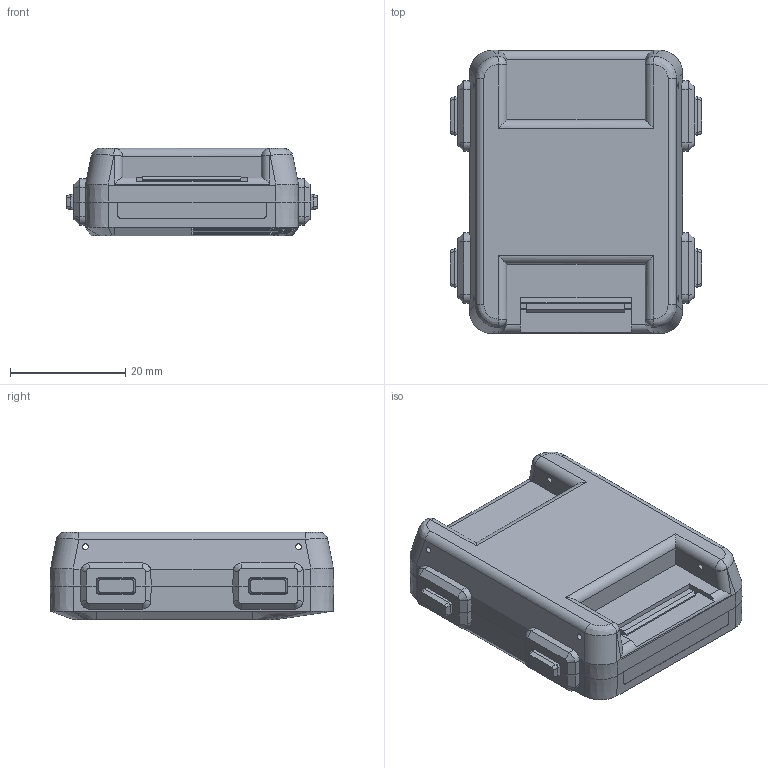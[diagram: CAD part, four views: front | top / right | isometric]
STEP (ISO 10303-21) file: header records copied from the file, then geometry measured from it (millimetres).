
FILE_DESCRIPTION(/* description */ (''),/* implementation_level */ '2;1');
FILE_NAME(/* name */ 'Yatari_mold_final.step',/* time_stamp */ '2021-06-17T10:40:28+08:00',/* author */ (''),/* organization */ (''),/* preprocessor_version */ 'ST-DEVELOPER v18.1',/* originating_system */ 'Autodesk Translation Framework v10.9.0.1377',/* authorisation */ '');
FILE_SCHEMA (('AUTOMOTIVE_DESIGN { 1 0 10303 214 3 1 1 }'));
Length unit declared in the file: millimetre
Products named in the file (6): moldchick_final; Case_top; Case_bottom; Button2; Button3; Button4
Assembly tree (6 placements, depth 2):
  moldchick_final
    Case_top
    Case_bottom
    Button2  x2
    Button3
    Button4
Bounding box: 43.7 x 49.16 x 15.15 mm (x, y, z)
Volume: 8057.9 mm3; surface area: 12068.2 mm2
Topology: 6 solids, 6 shells, 630 faces, 1802 edges, 1189 vertices
Faces by surface type: plane 381, cylinder 124, cone 64, bspline 57, sphere 4
Full cylindrical faces by diameter (mm): 1 x8
Entity records: 23011 total; most frequent: CARTESIAN_POINT 7348, ORIENTED_EDGE 3460, DIRECTION 2942, EDGE_CURVE 1730, VERTEX_POINT 1141, LINE 1136, VECTOR 1136, AXIS2_PLACEMENT_3D 903
